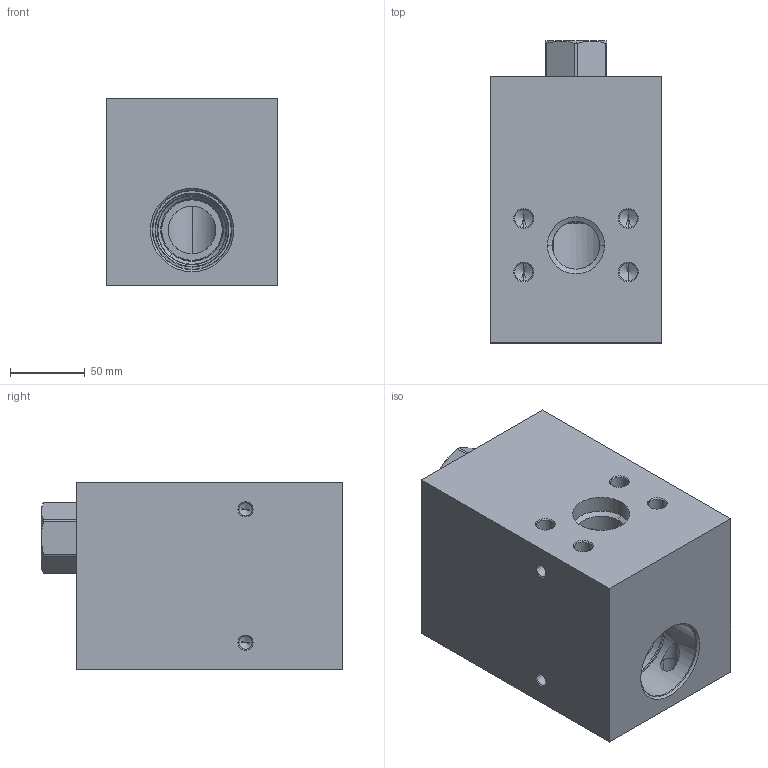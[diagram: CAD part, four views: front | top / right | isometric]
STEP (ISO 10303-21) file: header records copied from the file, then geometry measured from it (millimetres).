
FILE_DESCRIPTION((''),'2;1');
FILE_NAME('K2R_ASM','2023-05-23T',('ProEService'),(''),'PRO/ENGINEER BY PARAMETRIC TECHNOLOGY CORPORATION, 2014200','PRO/ENGINEER BY PARAMETRIC TECHNOLOGY CORPORATION, 2014200','');
FILE_SCHEMA(('CONFIG_CONTROL_DESIGN'));
Length unit declared in the file: inch
Products named in the file (3): 151-078-001; CXIDXCN; K2R_ASM
Assembly tree (2 placements, depth 2):
  K2R_ASM
    151-078-001
    CXIDXCN
Bounding box: 114.3 x 201.6 x 125.43 mm (x, y, z)
Volume: 2170699 mm3; surface area: 194086.4 mm2
Topology: 4 solids, 5 shells, 331 faces, 1013 edges, 797 vertices
Faces by surface type: cylinder 136, cone 99, plane 60, torus 26, revolution 8, sphere 2
Entity records: 12755 total; most frequent: CARTESIAN_POINT 3803, DIRECTION 1943, ORIENTED_EDGE 1550, EDGE_CURVE 775, AXIS2_PLACEMENT_3D 711, VECTOR 513, LINE 513, VERTEX_POINT 476
